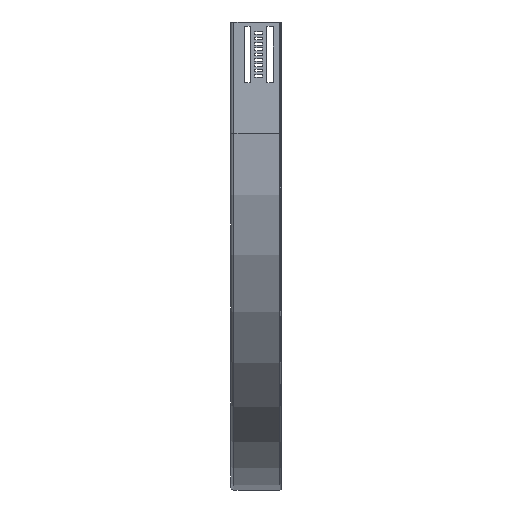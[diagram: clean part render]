
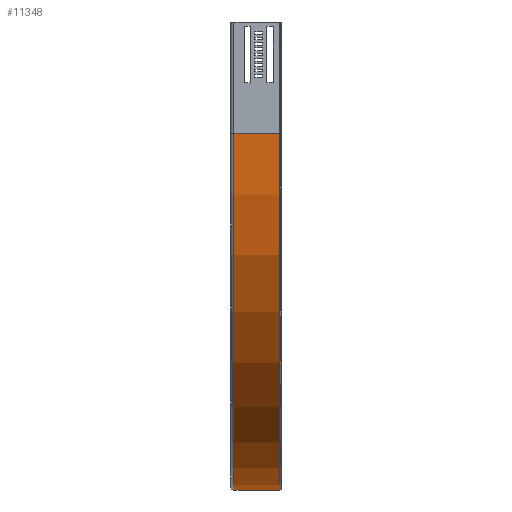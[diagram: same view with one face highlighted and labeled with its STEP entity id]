
A CAD part, left-side view. The second image highlights one B-rep face of the part: STEP entity #11348.
In plain terms, the highlighted cylindrical face has radius 400 mm (diameter 800 mm), a partial arc.
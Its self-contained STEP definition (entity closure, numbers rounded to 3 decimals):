
#1349 = VECTOR ( 'NONE', #17088, 1000. ) ;
#1653 = VERTEX_POINT ( 'NONE', #19782 ) ;
#1690 = DIRECTION ( 'NONE',  ( 0., 0., -1. ) ) ;
#4086 = AXIS2_PLACEMENT_3D ( 'NONE', #4161, #18431, #7941 ) ;
#4161 = CARTESIAN_POINT ( 'NONE',  ( 400., 1.75, -125. ) ) ;
#5023 = ORIENTED_EDGE ( 'NONE', *, *, #19105, .F. ) ;
#5067 = EDGE_LOOP ( 'NONE', ( #5936, #14418, #5023, #17817 ) ) ;
#5083 = DIRECTION ( 'NONE',  ( 0., -1., 0. ) ) ;
#5135 = CARTESIAN_POINT ( 'NONE',  ( 400., 53.25, -125. ) ) ;
#5197 = CIRCLE ( 'NONE', #4086, 400. ) ;
#5458 = CIRCLE ( 'NONE', #9241, 400. ) ;
#5936 = ORIENTED_EDGE ( 'NONE', *, *, #10609, .T. ) ;
#7025 = CARTESIAN_POINT ( 'NONE',  ( 400., 53.25, -525. ) ) ;
#7284 = LINE ( 'NONE', #18474, #9692 ) ;
#7331 = VERTEX_POINT ( 'NONE', #9047 ) ;
#7941 = DIRECTION ( 'NONE',  ( -1., 0., 0. ) ) ;
#8511 = AXIS2_PLACEMENT_3D ( 'NONE', #19464, #5083, #1690 ) ;
#8852 = EDGE_CURVE ( 'NONE', #1653, #17059, #7284, .T. ) ;
#9047 = CARTESIAN_POINT ( 'NONE',  ( 0., 1.75, -125. ) ) ;
#9114 = FACE_OUTER_BOUND ( 'NONE', #5067, .T. ) ;
#9185 = VERTEX_POINT ( 'NONE', #22598 ) ;
#9241 = AXIS2_PLACEMENT_3D ( 'NONE', #5135, #17749, #15638 ) ;
#9692 = VECTOR ( 'NONE', #18115, 1000. ) ;
#10609 = EDGE_CURVE ( 'NONE', #9185, #17059, #5458, .T. ) ;
#11348 = ADVANCED_FACE ( 'NONE', ( #9114 ), #21701, .T. ) ;
#14418 = ORIENTED_EDGE ( 'NONE', *, *, #8852, .F. ) ;
#15232 = EDGE_CURVE ( 'NONE', #7331, #9185, #17197, .T. ) ;
#15552 = CARTESIAN_POINT ( 'NONE',  ( 0., 0., -125. ) ) ;
#15638 = DIRECTION ( 'NONE',  ( -1., 0., 0. ) ) ;
#17059 = VERTEX_POINT ( 'NONE', #7025 ) ;
#17088 = DIRECTION ( 'NONE',  ( 0., 1., 0. ) ) ;
#17197 = LINE ( 'NONE', #15552, #1349 ) ;
#17749 = DIRECTION ( 'NONE',  ( 0., -1., 0. ) ) ;
#17817 = ORIENTED_EDGE ( 'NONE', *, *, #15232, .T. ) ;
#18115 = DIRECTION ( 'NONE',  ( 0., 1., 0. ) ) ;
#18431 = DIRECTION ( 'NONE',  ( 0., -1., 0. ) ) ;
#18474 = CARTESIAN_POINT ( 'NONE',  ( 400., 0., -525. ) ) ;
#19105 = EDGE_CURVE ( 'NONE', #7331, #1653, #5197, .T. ) ;
#19464 = CARTESIAN_POINT ( 'NONE',  ( 400., 0., -125. ) ) ;
#19782 = CARTESIAN_POINT ( 'NONE',  ( 400., 1.75, -525. ) ) ;
#21701 = CYLINDRICAL_SURFACE ( 'NONE', #8511, 400. ) ;
#22598 = CARTESIAN_POINT ( 'NONE',  ( 0., 53.25, -125. ) ) ;
